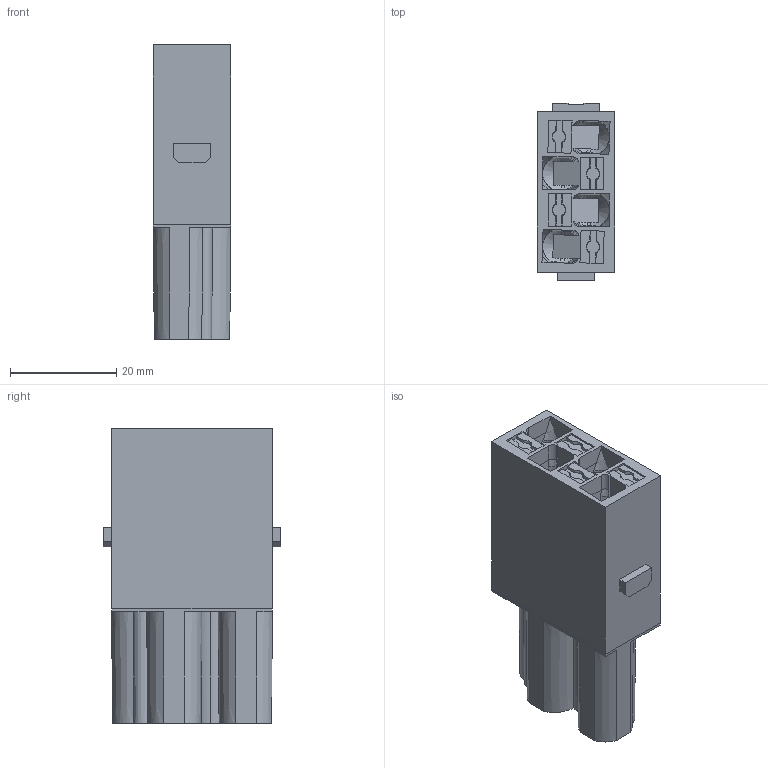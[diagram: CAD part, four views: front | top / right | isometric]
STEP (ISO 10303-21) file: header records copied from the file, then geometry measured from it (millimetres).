
FILE_DESCRIPTION(('CATIA V5 STEP Exchange','CAx-IF Rec.Pracs.--- Model Styling and Organization---1.4--- 2014-01-23'),'2;1');
FILE_NAME ('1295260-1_1', '2021-01-18T07:29:44+00:00', ('none'), ('Weidmueller'), 'CATIA Version 5-6 Release 2016 SP3 HF44', 'CATIA V5 STEP AP214', 'none');
FILE_SCHEMA(('AUTOMOTIVE_DESIGN { 1 0 10303 214 1 1 1 1 }'));
Length unit declared in the file: millimetre
Products named in the file (1): 2772800000
Bounding box: 14.6 x 33.4 x 55.45 mm (x, y, z)
Volume: 16052.1 mm3; surface area: 13312.9 mm2
Topology: 9 solids, 9 shells, 301 faces, 809 edges, 540 vertices
Faces by surface type: plane 186, cone 87, cylinder 20, bspline 8
Entity records: 11060 total; most frequent: CARTESIAN_POINT 4091, ORIENTED_EDGE 1618, DIRECTION 1094, EDGE_CURVE 809, VERTEX_POINT 540, VECTOR 472, LINE 472, AXIS2_PLACEMENT_3D 366
